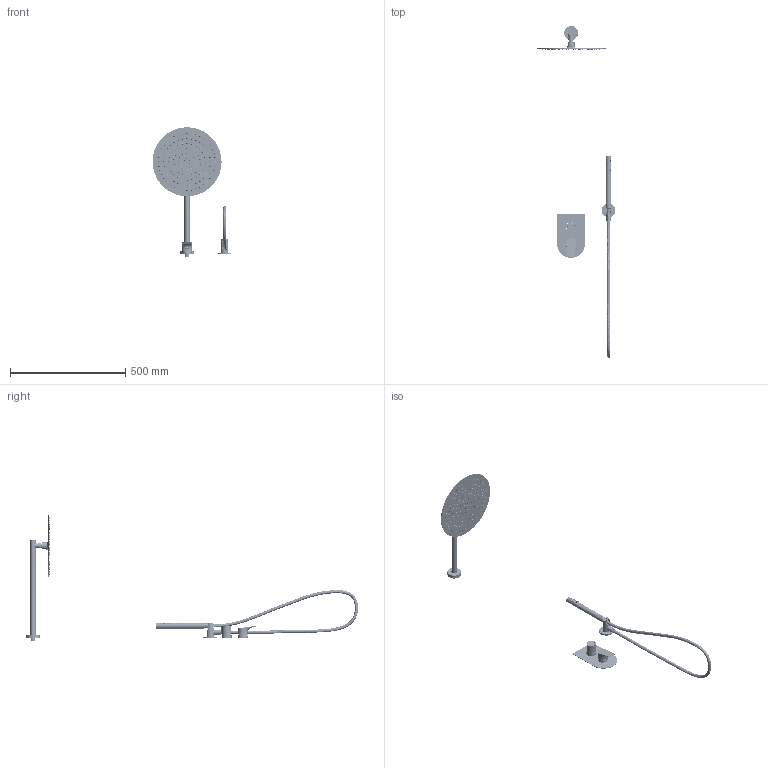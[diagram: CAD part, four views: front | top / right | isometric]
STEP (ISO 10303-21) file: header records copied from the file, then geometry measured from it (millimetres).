
FILE_DESCRIPTION (( 'STEP AP203' ), '1' );
FILE_NAME ('21DP09500.STEP', '2025-08-22T07:37:02', ( '' ), ( '' ), 'SwSTEP 2.0', 'SolidWorks 2021', '' );
FILE_SCHEMA (( 'CONFIG_CONTROL_DESIGN' ));
Products named in the file (1): 21DP09500
Bounding box: 343.01 x 1442.73 x 562.75 mm (x, y, z)
Surface area: 686635.9 mm2 (no closed solid volume)
Topology: 0 solids, 24 shells, 3010 faces, 7068 edges, 4769 vertices
Faces by surface type: bspline 936, plane 931, cylinder 708, cone 415, torus 15, sphere 5
Full cylindrical faces by diameter (mm): 1.2 x132, 3.3 x1, 4 x265, 4.2 x1, 4.5 x1, 5.8 x132, 6.8 x1, 7 x1, 9.5 x1, 9.8 x1, 10 x1, 12.5 x1, 14 x1, 15 x2, 16.182 x1, 16.45 x2, 18 x4, 18.1 x1, 18.7 x1, 18.968 x1, 19 x1, 19.1 x4, 20 x1, 20.45 x3, 20.8 x1, 21 x3, 21.268 x1, 21.3 x1, 23 x2, 23.5 x1
Entity records: 121180 total; most frequent: CARTESIAN_POINT 66263, DIRECTION 9820, ORIENTED_EDGE 9420, EDGE_LOOP 5881, EDGE_CURVE 4712, AXIS2_PLACEMENT_3D 4467, FACE_OUTER_BOUND 4272, VERTEX_POINT 4085
